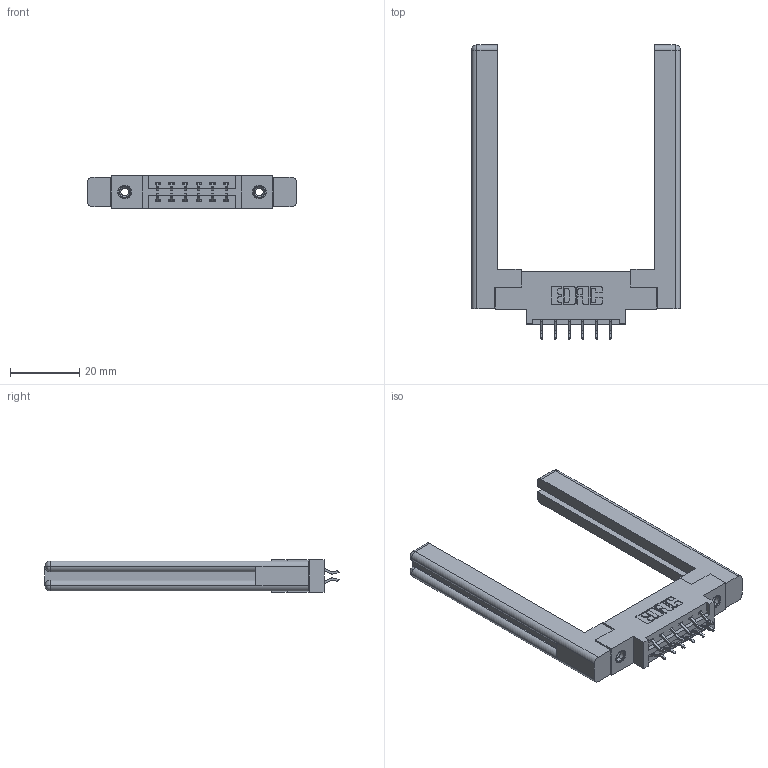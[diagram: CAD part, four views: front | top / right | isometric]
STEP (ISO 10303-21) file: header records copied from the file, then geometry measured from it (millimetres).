
FILE_DESCRIPTION (( 'STEP AP203' ), '1' );
FILE_NAME ('387-012-556-858.STEP', '2019-10-15T20:23:44', ( '' ), ( '' ), 'SwSTEP 2.0', 'SolidWorks 2016', '' );
FILE_SCHEMA (( 'CONFIG_CONTROL_DESIGN' ));
Length unit declared in the file: inch
Products named in the file (5): 307-220-058; 345-292-001_556 Tail; 337 Part_0.170 Offset - 0.156 Dia-TI; 387-012-556-858; 345-250-001_345-250-001-102
Assembly tree (17 placements, depth 2):
  387-012-556-858
    337 Part_0.170 Offset - 0.156 Dia-TI
    345-292-001_556 Tail  x12
    345-250-001_345-250-001-102  x2
    307-220-058  x2
Bounding box: 60.4 x 84.98 x 9.4 mm (x, y, z)
Volume: 12910.7 mm3; surface area: 11313.4 mm2
Topology: 17 solids, 17 shells, 980 faces, 2825 edges, 1854 vertices
Faces by surface type: plane 662, cylinder 294, cone 12, torus 12
Entity records: 12294 total; most frequent: CARTESIAN_POINT 2125, ORIENTED_EDGE 1988, DIRECTION 1878, EDGE_CURVE 994, LINE 810, VECTOR 810, VERTEX_POINT 654, AXIS2_PLACEMENT_3D 534
